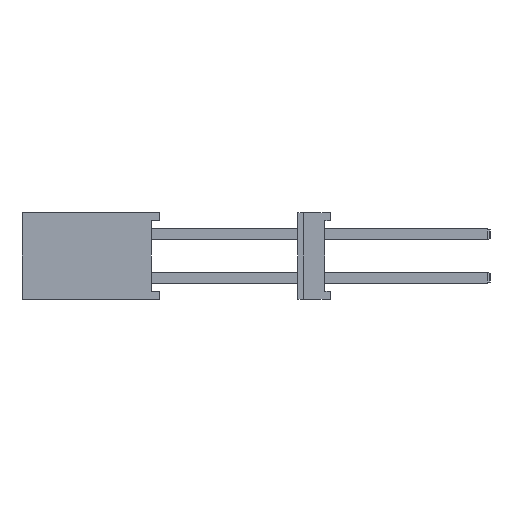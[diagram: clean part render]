
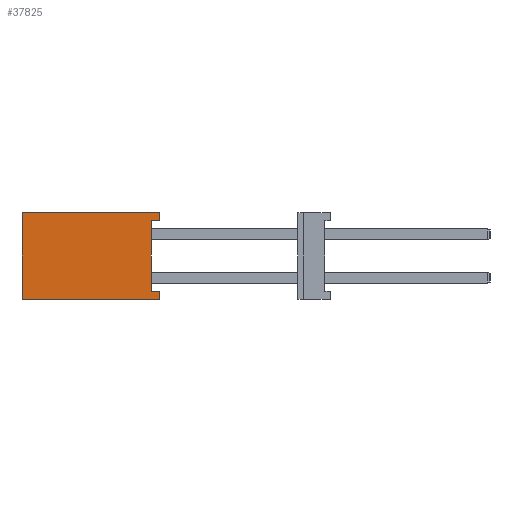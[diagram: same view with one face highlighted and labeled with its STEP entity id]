
A CAD part, left-side view. The second image highlights one B-rep face of the part: STEP entity #37825.
In plain terms, the highlighted planar face has unit normal (-1, 0, 0).
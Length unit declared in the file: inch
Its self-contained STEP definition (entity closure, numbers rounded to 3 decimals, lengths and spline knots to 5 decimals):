
#8913=ORIENTED_EDGE('',*,*,#15226,.T.);
#8914=ORIENTED_EDGE('',*,*,#14887,.T.);
#8915=ORIENTED_EDGE('',*,*,#15074,.F.);
#8916=ORIENTED_EDGE('',*,*,#15305,.F.);
#8917=ORIENTED_EDGE('',*,*,#15068,.T.);
#8918=ORIENTED_EDGE('',*,*,#14991,.T.);
#8919=ORIENTED_EDGE('',*,*,#15304,.T.);
#8920=ORIENTED_EDGE('',*,*,#15306,.T.);
#14887=EDGE_CURVE('',#18744,#18743,#23507,.T.);
#14991=EDGE_CURVE('',#18848,#18847,#23611,.T.);
#15068=EDGE_CURVE('',#18899,#18848,#23688,.T.);
#15074=EDGE_CURVE('',#18903,#18743,#23694,.T.);
#15226=EDGE_CURVE('',#19004,#18744,#23846,.T.);
#15304=EDGE_CURVE('',#18847,#19056,#23924,.T.);
#15305=EDGE_CURVE('',#18899,#18903,#23925,.T.);
#15306=EDGE_CURVE('',#19056,#19004,#23926,.T.);
#18743=VERTEX_POINT('',#58096);
#18744=VERTEX_POINT('',#58098);
#18847=VERTEX_POINT('',#58330);
#18848=VERTEX_POINT('',#58332);
#18899=VERTEX_POINT('',#58461);
#18903=VERTEX_POINT('',#58471);
#19004=VERTEX_POINT('',#58749);
#19056=VERTEX_POINT('',#58906);
#23507=LINE('',#58097,#28679);
#23611=LINE('',#58331,#28783);
#23688=LINE('',#58460,#28860);
#23694=LINE('',#58472,#28866);
#23846=LINE('',#58751,#29018);
#23924=LINE('',#58907,#29096);
#23925=LINE('',#58909,#29097);
#23926=LINE('',#58910,#29098);
#28679=VECTOR('',#47668,39.37008);
#28783=VECTOR('',#47824,39.37008);
#28860=VECTOR('',#47903,39.37008);
#28866=VECTOR('',#47911,39.37008);
#29018=VECTOR('',#48115,39.37008);
#29096=VECTOR('',#48245,39.37008);
#29097=VECTOR('',#48248,39.37008);
#29098=VECTOR('',#48249,39.37008);
#31629=EDGE_LOOP('',(#8913,#8914,#8915,#8916,#8917,#8918,#8919,#8920));
#33861=FACE_BOUND('',#31629,.T.);
#35843=PLANE('',#39959);
#37825=ADVANCED_FACE('',(#33861),#35843,.F.);
#39959=AXIS2_PLACEMENT_3D('',#58908,#48246,#48247);
#47668=DIRECTION('',(0.,0.,1.));
#47824=DIRECTION('',(0.,0.,1.));
#47903=DIRECTION('',(0.,-1.,0.));
#47911=DIRECTION('',(0.,-1.,0.));
#48115=DIRECTION('',(0.,-1.,0.));
#48245=DIRECTION('',(0.,1.,0.));
#48246=DIRECTION('',(1.,0.,0.));
#48247=DIRECTION('',(0.,0.,-1.));
#48248=DIRECTION('',(0.,0.,1.));
#48249=DIRECTION('',(0.,0.,1.));
#58096=CARTESIAN_POINT('',(0.,0.,0.07875));
#58097=CARTESIAN_POINT('',(0.,0.,-0.07875));
#58098=CARTESIAN_POINT('',(0.,0.,0.06375));
#58330=CARTESIAN_POINT('',(0.,0.,-0.06375));
#58331=CARTESIAN_POINT('',(0.,0.,-0.07875));
#58332=CARTESIAN_POINT('',(0.,0.,-0.07875));
#58460=CARTESIAN_POINT('',(0.,0.25,-0.07875));
#58461=CARTESIAN_POINT('',(0.,0.25,-0.07875));
#58471=CARTESIAN_POINT('',(0.,0.25,0.07875));
#58472=CARTESIAN_POINT('',(0.,0.25,0.07875));
#58749=CARTESIAN_POINT('',(0.,0.015,0.06375));
#58751=CARTESIAN_POINT('',(0.,0.015,0.06375));
#58906=CARTESIAN_POINT('',(0.,0.015,-0.06375));
#58907=CARTESIAN_POINT('',(0.,0.,-0.06375));
#58908=CARTESIAN_POINT('',(0.,0.25,-0.07875));
#58909=CARTESIAN_POINT('',(0.,0.25,-0.07875));
#58910=CARTESIAN_POINT('',(0.,0.015,-0.06375));
